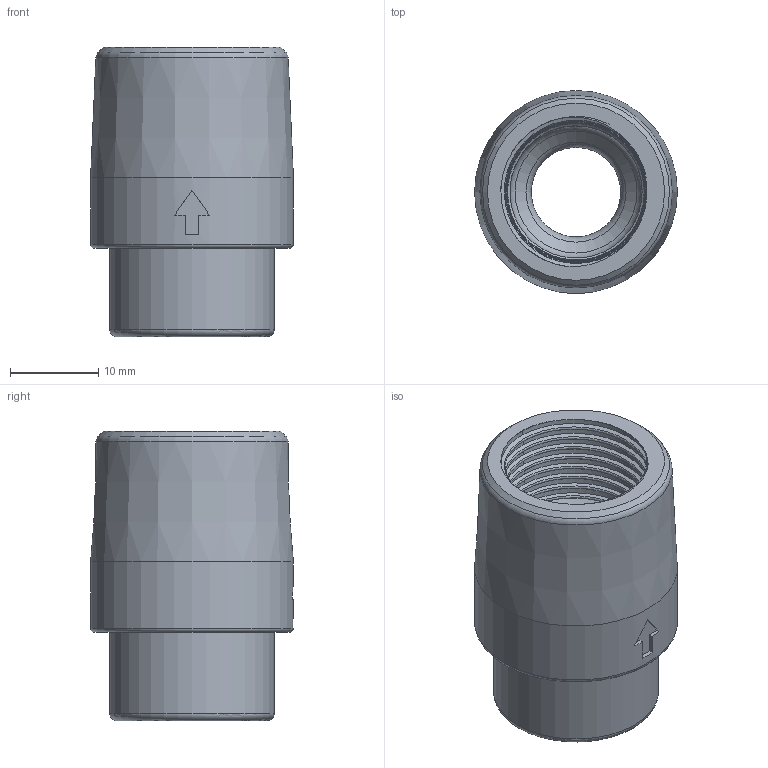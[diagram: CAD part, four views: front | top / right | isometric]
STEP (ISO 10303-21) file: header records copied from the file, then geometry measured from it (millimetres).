
FILE_DESCRIPTION( ( '' ), ' ' );
FILE_NAME( '5e74d59931877815b9da6ffa.step', '2020-03-20T14:39:21', ( '' ), ( '' ), ' ', ' ', ' ' );
FILE_SCHEMA( ( 'AUTOMOTIVE_DESIGN { 1 0 10303 214 1 1 1 1 }' ) );
Length unit declared in the file: metre
Products named in the file (1): Part 2
Bounding box: 23 x 23 x 32.81 mm (x, y, z)
Volume: 6134.6 mm3; surface area: 4445.3 mm2
Topology: 1 solids, 1 shells, 64 faces, 175 edges, 114 vertices
Faces by surface type: cone 22, plane 18, cylinder 16, torus 5, bspline 3
Full cylindrical faces by diameter (mm): 10.168 x1, 15 x1, 18.7 x1, 23 x1
Entity records: 9497 total; most frequent: CARTESIAN_POINT 7472, ORIENTED_EDGE 316, DIRECTION 293, EDGE_CURVE 158, AXIS2_PLACEMENT_3D 122, VERTEX_POINT 110, EDGE_LOOP 80, FACE_OUTER_BOUND 73
